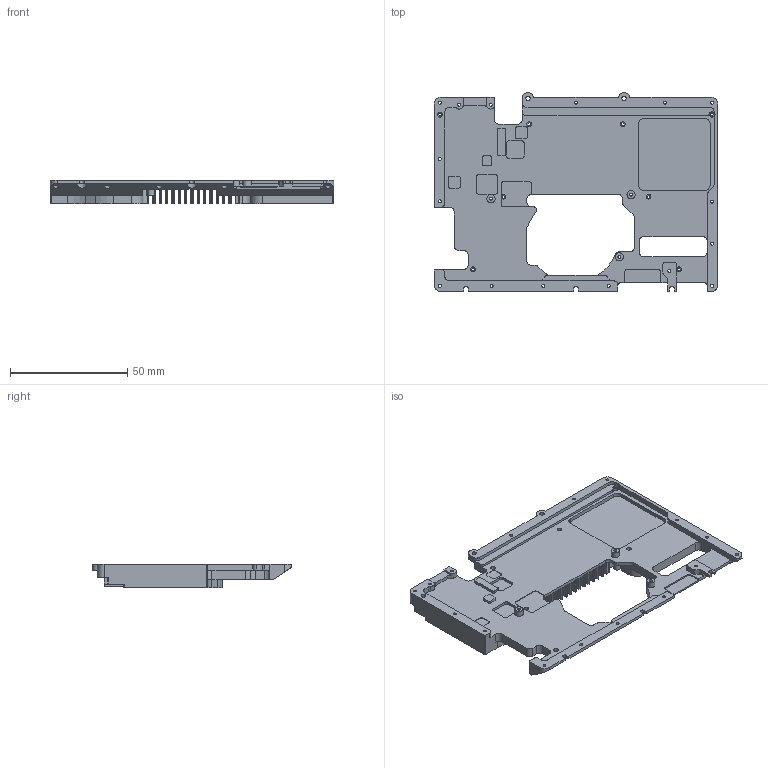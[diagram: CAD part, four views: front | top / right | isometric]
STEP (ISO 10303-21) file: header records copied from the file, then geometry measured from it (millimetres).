
FILE_DESCRIPTION (( 'STEP AP203' ), '1' );
FILE_NAME ('PS2 Heatsink REF3000.STEP', '2025-11-29T16:59:46', ( '' ), ( '' ), 'SwSTEP 2.0', 'SolidWorks 2025', '' );
FILE_SCHEMA (( 'CONFIG_CONTROL_DESIGN' ));
Length unit declared in the file: millimetre
Products named in the file (1): PS2 Heatsink REF3000
Bounding box: 121 x 85 x 10 mm (x, y, z)
Volume: 31977.8 mm3; surface area: 28779.3 mm2
Topology: 1 solids, 1 shells, 597 faces, 1645 edges, 1064 vertices
Faces by surface type: plane 299, cylinder 252, cone 46
Entity records: 19167 total; most frequent: CARTESIAN_POINT 3349, DIRECTION 3340, ORIENTED_EDGE 3290, EDGE_CURVE 1645, VECTOR 1118, LINE 1118, AXIS2_PLACEMENT_3D 1111, VERTEX_POINT 1064
